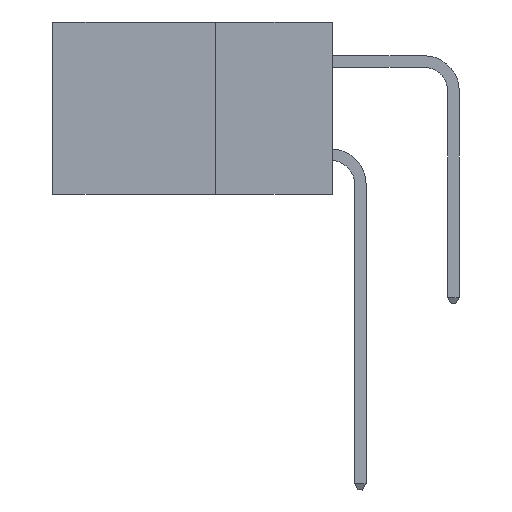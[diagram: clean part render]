
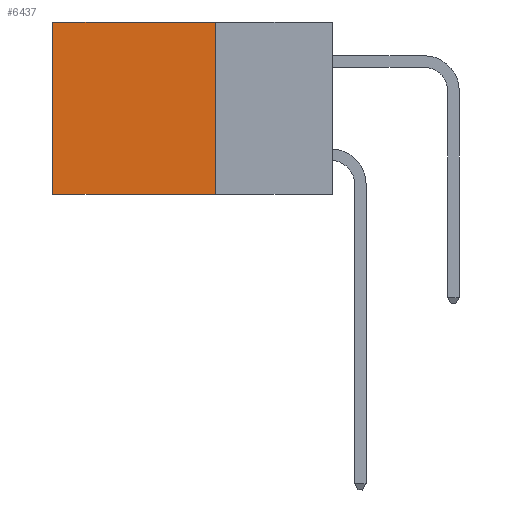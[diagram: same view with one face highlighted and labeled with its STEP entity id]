
A CAD part, left-side view. The second image highlights one B-rep face of the part: STEP entity #6437.
In plain terms, the highlighted planar face has unit normal (-1, 0, 0).
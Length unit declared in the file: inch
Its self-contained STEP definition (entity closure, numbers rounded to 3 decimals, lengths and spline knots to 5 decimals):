
#270 = VECTOR ( 'NONE', #14410, 39.37008 ) ;
#438 = EDGE_LOOP ( 'NONE', ( #3450, #12596, #12535, #2299 ) ) ;
#481 = CARTESIAN_POINT ( 'NONE',  ( 0.298, 0.25, 0. ) ) ;
#1299 = DIRECTION ( 'NONE',  ( 1., 0., 0. ) ) ;
#2252 = EDGE_CURVE ( 'NONE', #12347, #10530, #12329, .T. ) ;
#2287 = CARTESIAN_POINT ( 'NONE',  ( 0.298, 0.25, -0.37 ) ) ;
#2299 = ORIENTED_EDGE ( 'NONE', *, *, #2252, .T. ) ;
#3372 = CARTESIAN_POINT ( 'NONE',  ( 0.298, 0.25, -0.37 ) ) ;
#3450 = ORIENTED_EDGE ( 'NONE', *, *, #12778, .T. ) ;
#3514 = LINE ( 'NONE', #13671, #4064 ) ;
#3627 = DIRECTION ( 'NONE',  ( 0., 0., -1. ) ) ;
#3732 = CARTESIAN_POINT ( 'NONE',  ( 0.298, 0.6, 0. ) ) ;
#4064 = VECTOR ( 'NONE', #13570, 39.37008 ) ;
#4972 = VERTEX_POINT ( 'NONE', #5302 ) ;
#5022 = VERTEX_POINT ( 'NONE', #3372 ) ;
#5302 = CARTESIAN_POINT ( 'NONE',  ( 0.298, 0.6, -0.37 ) ) ;
#6172 = CARTESIAN_POINT ( 'NONE',  ( 0.298, 0.25, 0. ) ) ;
#6437 = ADVANCED_FACE ( 'NONE', ( #12143 ), #9607, .F. ) ;
#6652 = LINE ( 'NONE', #10718, #270 ) ;
#7101 = EDGE_CURVE ( 'NONE', #5022, #4972, #11542, .T. ) ;
#9235 = DIRECTION ( 'NONE',  ( 0., 1., 0. ) ) ;
#9236 = AXIS2_PLACEMENT_3D ( 'NONE', #6172, #1299, #3627 ) ;
#9607 = PLANE ( 'NONE',  #9236 ) ;
#10530 = VERTEX_POINT ( 'NONE', #3732 ) ;
#10718 = CARTESIAN_POINT ( 'NONE',  ( 0.298, 0.6, 0. ) ) ;
#11065 = CARTESIAN_POINT ( 'NONE',  ( 0.298, 0.25, 0. ) ) ;
#11346 = EDGE_CURVE ( 'NONE', #12347, #5022, #3514, .T. ) ;
#11542 = LINE ( 'NONE', #2287, #12112 ) ;
#12112 = VECTOR ( 'NONE', #15508, 39.37008 ) ;
#12143 = FACE_OUTER_BOUND ( 'NONE', #438, .T. ) ;
#12329 = LINE ( 'NONE', #481, #14954 ) ;
#12347 = VERTEX_POINT ( 'NONE', #11065 ) ;
#12535 = ORIENTED_EDGE ( 'NONE', *, *, #11346, .F. ) ;
#12596 = ORIENTED_EDGE ( 'NONE', *, *, #7101, .F. ) ;
#12778 = EDGE_CURVE ( 'NONE', #10530, #4972, #6652, .T. ) ;
#13570 = DIRECTION ( 'NONE',  ( 0., 0., -1. ) ) ;
#13671 = CARTESIAN_POINT ( 'NONE',  ( 0.298, 0.25, 0. ) ) ;
#14410 = DIRECTION ( 'NONE',  ( 0., 0., -1. ) ) ;
#14954 = VECTOR ( 'NONE', #9235, 39.37008 ) ;
#15508 = DIRECTION ( 'NONE',  ( 0., 1., 0. ) ) ;
